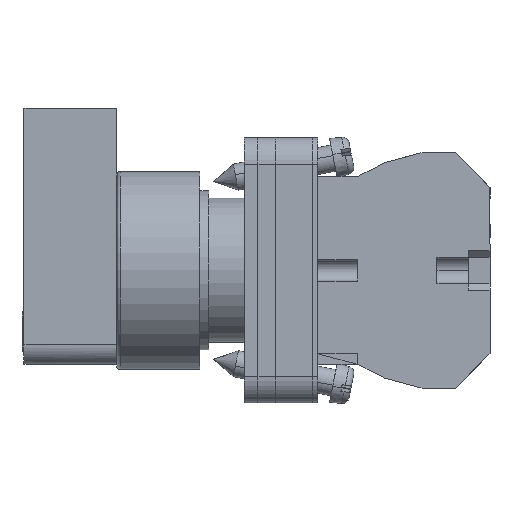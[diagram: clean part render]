
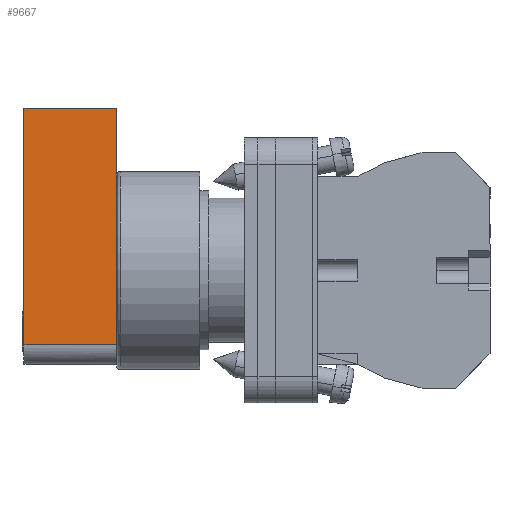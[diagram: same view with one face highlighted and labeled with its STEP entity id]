
A CAD part, left-side view. The second image highlights one B-rep face of the part: STEP entity #9667.
In plain terms, the highlighted planar face has unit normal (-1, 0, 0).
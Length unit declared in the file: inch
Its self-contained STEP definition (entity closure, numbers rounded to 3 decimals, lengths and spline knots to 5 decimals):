
#29 = FACE_OUTER_BOUND ( 'NONE', #10348, .T. ) ;
#90 = LINE ( 'NONE', #4520, #5200 ) ;
#95 = CARTESIAN_POINT ( 'NONE',  ( -0.11417, 1.49213, 0. ) ) ;
#182 = CARTESIAN_POINT ( 'NONE',  ( -0.11417, 1.49213, 0.96161 ) ) ;
#367 = VECTOR ( 'NONE', #7356, 39.37008 ) ;
#933 = ORIENTED_EDGE ( 'NONE', *, *, #8033, .T. ) ;
#1030 = VERTEX_POINT ( 'NONE', #11617 ) ;
#1714 = CARTESIAN_POINT ( 'NONE',  ( -0.11417, 0.94094, 0. ) ) ;
#1884 = ORIENTED_EDGE ( 'NONE', *, *, #11295, .T. ) ;
#2666 = EDGE_CURVE ( 'NONE', #1030, #12424, #10118, .T. ) ;
#3181 = DIRECTION ( 'NONE',  ( 1., 0., 0. ) ) ;
#4374 = LINE ( 'NONE', #10233, #9516 ) ;
#4520 = CARTESIAN_POINT ( 'NONE',  ( -0.11417, 0.94094, 0. ) ) ;
#4645 = VECTOR ( 'NONE', #8896, 39.37008 ) ;
#5129 = PLANE ( 'NONE',  #5790 ) ;
#5200 = VECTOR ( 'NONE', #12761, 39.37008 ) ;
#5342 = DIRECTION ( 'NONE',  ( 0., -1., 0. ) ) ;
#5411 = VERTEX_POINT ( 'NONE', #12000 ) ;
#5790 = AXIS2_PLACEMENT_3D ( 'NONE', #95, #3181, #10374 ) ;
#6292 = CARTESIAN_POINT ( 'NONE',  ( -0.11417, 1.49213, -0.44193 ) ) ;
#6713 = CARTESIAN_POINT ( 'NONE',  ( -0.11417, 0.94094, 0.96161 ) ) ;
#6802 = VECTOR ( 'NONE', #5342, 39.37008 ) ;
#6910 = CARTESIAN_POINT ( 'NONE',  ( -0.11417, 1.49213, 0.96161 ) ) ;
#6939 = EDGE_CURVE ( 'NONE', #5411, #8322, #4374, .T. ) ;
#7065 = EDGE_CURVE ( 'NONE', #8322, #7609, #8539, .T. ) ;
#7131 = DIRECTION ( 'NONE',  ( 0., 0., 1. ) ) ;
#7356 = DIRECTION ( 'NONE',  ( 0., -1., 0. ) ) ;
#7609 = VERTEX_POINT ( 'NONE', #6713 ) ;
#8033 = EDGE_CURVE ( 'NONE', #5411, #1030, #12284, .T. ) ;
#8322 = VERTEX_POINT ( 'NONE', #6910 ) ;
#8382 = ORIENTED_EDGE ( 'NONE', *, *, #7065, .F. ) ;
#8539 = LINE ( 'NONE', #182, #367 ) ;
#8896 = DIRECTION ( 'NONE',  ( 0., 0., 1. ) ) ;
#9252 = ORIENTED_EDGE ( 'NONE', *, *, #6939, .F. ) ;
#9516 = VECTOR ( 'NONE', #7131, 39.37008 ) ;
#9667 = ADVANCED_FACE ( 'NONE', ( #29 ), #5129, .F. ) ;
#9883 = CARTESIAN_POINT ( 'NONE',  ( -0.11417, 0.94094, 0.48881 ) ) ;
#10118 = LINE ( 'NONE', #1714, #4645 ) ;
#10233 = CARTESIAN_POINT ( 'NONE',  ( -0.11417, 1.49213, 0. ) ) ;
#10348 = EDGE_LOOP ( 'NONE', ( #12596, #1884, #8382, #9252, #933 ) ) ;
#10374 = DIRECTION ( 'NONE',  ( 0., 0., -1. ) ) ;
#11295 = EDGE_CURVE ( 'NONE', #12424, #7609, #90, .T. ) ;
#11617 = CARTESIAN_POINT ( 'NONE',  ( -0.11417, 0.94094, -0.44193 ) ) ;
#12000 = CARTESIAN_POINT ( 'NONE',  ( -0.11417, 1.49213, -0.44193 ) ) ;
#12284 = LINE ( 'NONE', #6292, #6802 ) ;
#12424 = VERTEX_POINT ( 'NONE', #9883 ) ;
#12596 = ORIENTED_EDGE ( 'NONE', *, *, #2666, .T. ) ;
#12761 = DIRECTION ( 'NONE',  ( 0., 0., 1. ) ) ;
